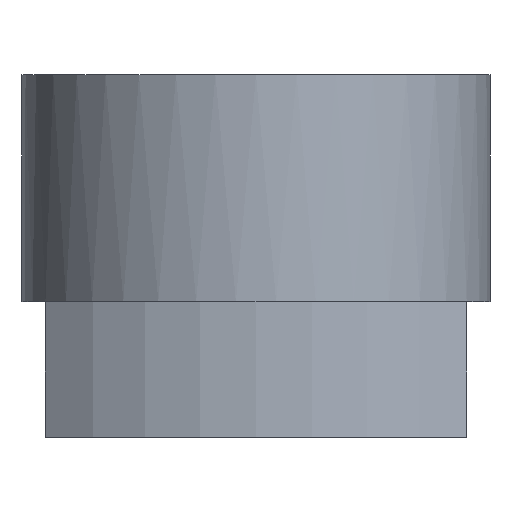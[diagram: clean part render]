
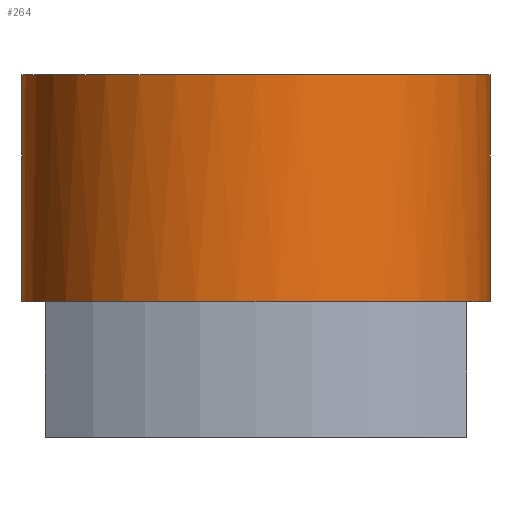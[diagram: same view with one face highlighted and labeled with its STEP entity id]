
A CAD part, front view. The second image highlights one B-rep face of the part: STEP entity #264.
In plain terms, the highlighted cylindrical face has radius 10 mm (diameter 20 mm), a partial arc.
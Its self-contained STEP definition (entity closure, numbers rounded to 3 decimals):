
#112=VERTEX_POINT('',#304);
#128=EDGE_CURVE('',#112,#184,#321,.T.);
#170=VERTEX_POINT('',#368);
#180=VERTEX_POINT('',#380);
#184=VERTEX_POINT('',#384);
#186=EDGE_CURVE('',#184,#170,#386,.T.);
#196=EDGE_CURVE('',#180,#284,#398,.T.);
#206=EDGE_CURVE('',#208,#112,#409,.T.);
#208=VERTEX_POINT('',#411);
#214=EDGE_CURVE('',#284,#208,#418,.T.);
#244=EDGE_CURVE('',#180,#170,#452,.T.);
#264=ADVANCED_FACE('',(#473),#474,.T.);
#284=VERTEX_POINT('',#497);
#304=CARTESIAN_POINT('',(-9.,-4.359,0.));
#321=CIRCLE('',#529,10.0);
#368=CARTESIAN_POINT('',(-10.0,0.,9.7));
#380=CARTESIAN_POINT('',(10.,0.,9.7));
#384=CARTESIAN_POINT('',(-10.0,0.,0.));
#386=LINE('',#612,#613);
#398=LINE('',#632,#633);
#409=CIRCLE('',#645,10.0);
#411=CARTESIAN_POINT('',(9.,-4.359,0.));
#418=CIRCLE('',#655,10.0);
#452=CIRCLE('',#706,10.0);
#473=FACE_OUTER_BOUND('',#731,.T.);
#474=CYLINDRICAL_SURFACE('',#732,10.0);
#497=CARTESIAN_POINT('',(10.,0.,0.));
#529=AXIS2_PLACEMENT_3D('',#785,#786,#787);
#612=CARTESIAN_POINT('',(-10.0,0.,4.85));
#613=VECTOR('',#875,1.0);
#632=CARTESIAN_POINT('',(10.,0.,4.85));
#633=VECTOR('',#887,1.0);
#645=AXIS2_PLACEMENT_3D('',#895,#896,#897);
#655=AXIS2_PLACEMENT_3D('',#906,#907,#908);
#706=AXIS2_PLACEMENT_3D('',#946,#947,#948);
#731=EDGE_LOOP('',(#965,#966,#967,#968,#969,#970));
#732=AXIS2_PLACEMENT_3D('',#971,#972,#973);
#785=CARTESIAN_POINT('',(0.,0.,0.));
#786=DIRECTION('',(0.0,0.0,-1.0));
#787=DIRECTION('',(1.0,0.,0.0));
#875=DIRECTION('',(-0.0,-0.0,1.0));
#887=DIRECTION('',(0.0,0.0,-1.0));
#895=CARTESIAN_POINT('',(0.,0.,0.));
#896=DIRECTION('',(0.0,0.0,-1.0));
#897=DIRECTION('',(1.0,0.,0.0));
#906=CARTESIAN_POINT('',(0.,0.,0.));
#907=DIRECTION('',(0.0,0.0,-1.0));
#908=DIRECTION('',(1.0,0.,0.0));
#946=CARTESIAN_POINT('',(0.,0.,9.7));
#947=DIRECTION('',(0.0,0.0,-1.0));
#948=DIRECTION('',(1.0,0.,0.0));
#965=ORIENTED_EDGE('',*,*,#196,.F.);
#966=ORIENTED_EDGE('',*,*,#244,.T.);
#967=ORIENTED_EDGE('',*,*,#186,.F.);
#968=ORIENTED_EDGE('',*,*,#128,.F.);
#969=ORIENTED_EDGE('',*,*,#206,.F.);
#970=ORIENTED_EDGE('',*,*,#214,.F.);
#971=CARTESIAN_POINT('',(0.,0.,4.85));
#972=DIRECTION('',(-0.0,-0.0,1.0));
#973=DIRECTION('',(1.0,0.,0.0));
